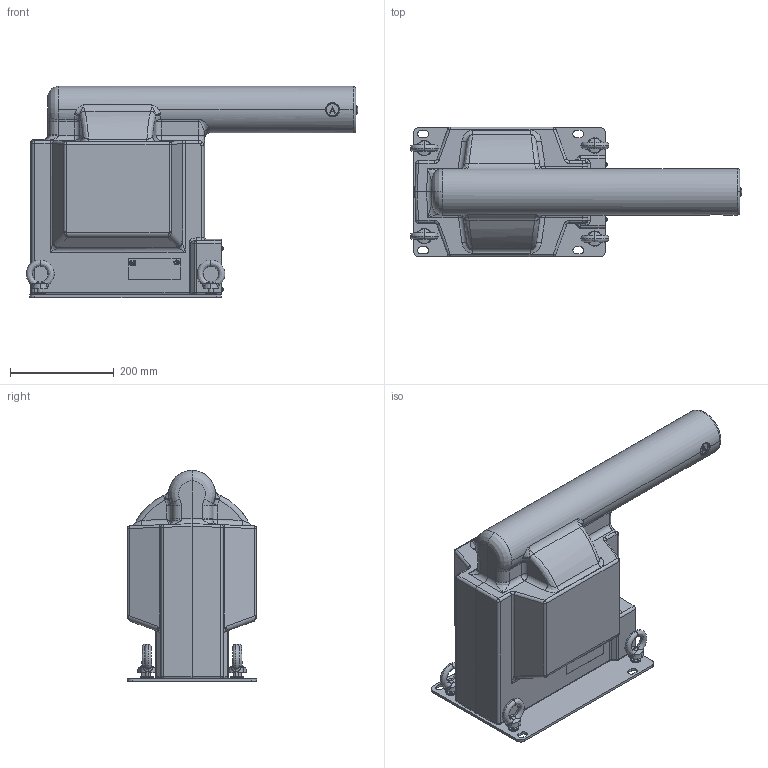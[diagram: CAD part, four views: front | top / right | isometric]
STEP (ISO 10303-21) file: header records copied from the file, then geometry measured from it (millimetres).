
FILE_DESCRIPTION (( 'STEP AP214' ), '1' );
FILE_NAME ('ÇÍÎË.05ÏÌÈ-35 ìîäåëü.STEP', '2026-01-27T03:35:02', ( '' ), ( '' ), 'SwSTEP 2.0', 'SolidWorks 2010', '' );
FILE_SCHEMA (( 'AUTOMOTIVE_DESIGN' ));
Length unit declared in the file: millimetre
Products named in the file (1): ÇÍÎË.05ÏÌÈ-35 ìîäåëü
Bounding box: 640.99 x 250 x 408.04 mm (x, y, z)
Volume: 19115745 mm3; surface area: 1413265.2 mm2
Topology: 39 solids, 48 shells, 3113 faces, 7622 edges, 4681 vertices
Faces by surface type: plane 1271, cylinder 1078, cone 336, bspline 256, torus 87, sphere 85
Entity records: 138385 total; most frequent: CARTESIAN_POINT 33657, ORIENTED_EDGE 15206, DIRECTION 13935, EDGE_CURVE 7603, AXIS2_PLACEMENT_3D 5024, VERTEX_POINT 4681, VECTOR 3887, LINE 3887
